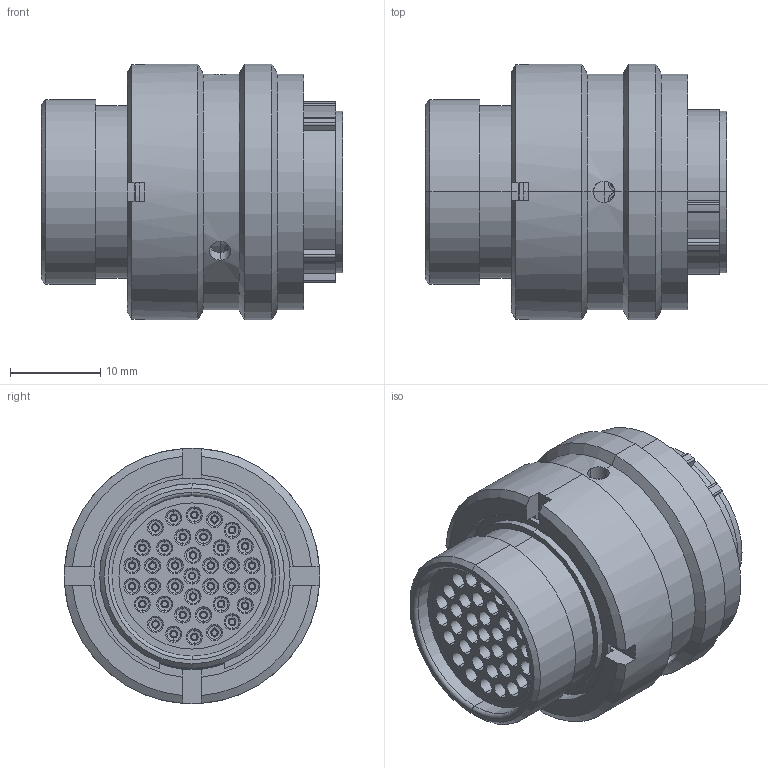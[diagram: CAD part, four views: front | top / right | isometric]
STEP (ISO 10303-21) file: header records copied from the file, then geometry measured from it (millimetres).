
FILE_DESCRIPTION (( 'STEP AP214' ), '1' );
FILE_NAME ('AS614-35SB.STEP', '2015-08-13T09:48:15', ( 'TE Connectivity' ), ( 'TE Connectivity' ), 'SwSTEP 2.0', 'SolidWorks 2014', '' );
FILE_SCHEMA (( 'AUTOMOTIVE_DESIGN' ));
Length unit declared in the file: millimetre
Products named in the file (1): AS614-35SB
Bounding box: 33.37 x 28.3 x 28.3 mm (x, y, z)
Volume: 12068.7 mm3; surface area: 15822.4 mm2
Topology: 9 solids, 9 shells, 1591 faces, 3763 edges, 2236 vertices
Faces by surface type: cylinder 498, torus 450, plane 324, cone 308, bspline 9, sphere 2
Entity records: 69333 total; most frequent: CARTESIAN_POINT 15326, DIRECTION 7953, ORIENTED_EDGE 7516, EDGE_CURVE 3758, AXIS2_PLACEMENT_3D 3479, VERTEX_POINT 2233, CIRCLE 1896, EDGE_LOOP 1801
